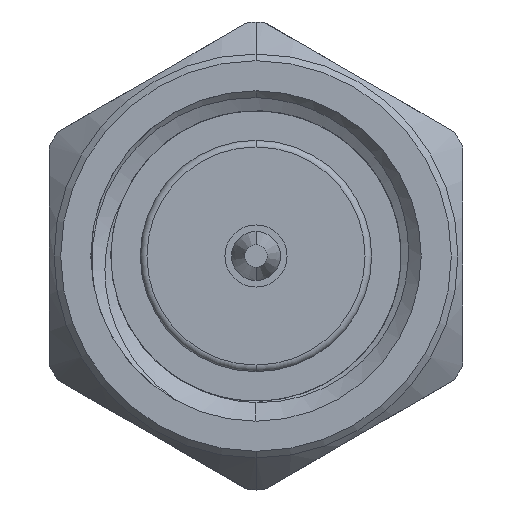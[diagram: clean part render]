
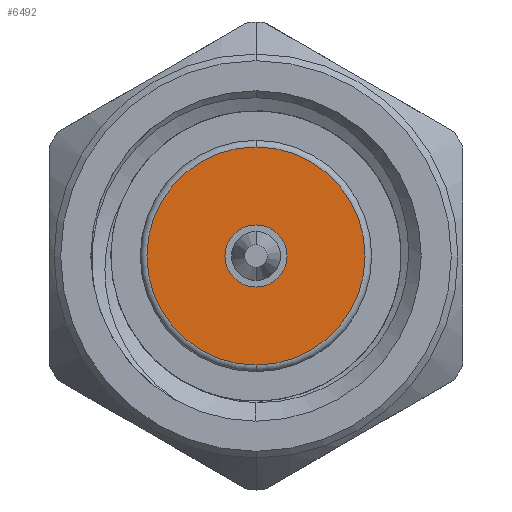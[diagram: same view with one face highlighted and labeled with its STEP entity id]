
A CAD part, left-side view. The second image highlights one B-rep face of the part: STEP entity #6492.
In plain terms, the highlighted planar face has unit normal (-1, 0, 0).
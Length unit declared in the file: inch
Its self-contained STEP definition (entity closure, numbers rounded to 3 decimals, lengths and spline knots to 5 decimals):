
#158 = DIRECTION ( 'NONE',  ( 0., 0., -1. ) ) ;
#204 = DIRECTION ( 'NONE',  ( 1., 0., 0. ) ) ;
#258 = CARTESIAN_POINT ( 'NONE',  ( 0.2063, 0., 0. ) ) ;
#725 = EDGE_LOOP ( 'NONE', ( #1590, #6439 ) ) ;
#802 = DIRECTION ( 'NONE',  ( -1., 0., 0. ) ) ;
#845 = CARTESIAN_POINT ( 'NONE',  ( 0.2063, 0., 0. ) ) ;
#959 = CIRCLE ( 'NONE', #2379, 0.0235 ) ;
#1078 = EDGE_CURVE ( 'NONE', #3322, #2560, #4032, .T. ) ;
#1265 = PLANE ( 'NONE',  #4864 ) ;
#1274 = DIRECTION ( 'NONE',  ( 0., 0., -1. ) ) ;
#1590 = ORIENTED_EDGE ( 'NONE', *, *, #6318, .T. ) ;
#1597 = DIRECTION ( 'NONE',  ( 0., 0., -1. ) ) ;
#1769 = DIRECTION ( 'NONE',  ( -1., 0., 0. ) ) ;
#2317 = AXIS2_PLACEMENT_3D ( 'NONE', #258, #1769, #1274 ) ;
#2379 = AXIS2_PLACEMENT_3D ( 'NONE', #6415, #5822, #158 ) ;
#2560 = VERTEX_POINT ( 'NONE', #3750 ) ;
#2580 = CARTESIAN_POINT ( 'NONE',  ( 0.2063, 0., 0. ) ) ;
#2749 = ORIENTED_EDGE ( 'NONE', *, *, #4176, .F. ) ;
#2982 = DIRECTION ( 'NONE',  ( 0., 0., -1. ) ) ;
#3299 = CARTESIAN_POINT ( 'NONE',  ( 0.2063, 0., -0.0825 ) ) ;
#3322 = VERTEX_POINT ( 'NONE', #5415 ) ;
#3410 = CARTESIAN_POINT ( 'NONE',  ( 0.2063, 0., 0. ) ) ;
#3750 = CARTESIAN_POINT ( 'NONE',  ( 0.2063, 0., 0.0235 ) ) ;
#3883 = VERTEX_POINT ( 'NONE', #3299 ) ;
#4032 = CIRCLE ( 'NONE', #2317, 0.0235 ) ;
#4047 = AXIS2_PLACEMENT_3D ( 'NONE', #845, #802, #2982 ) ;
#4153 = DIRECTION ( 'NONE',  ( -1., 0., 0. ) ) ;
#4176 = EDGE_CURVE ( 'NONE', #2560, #3322, #959, .T. ) ;
#4350 = AXIS2_PLACEMENT_3D ( 'NONE', #2580, #4153, #1597 ) ;
#4369 = FACE_BOUND ( 'NONE', #5757, .T. ) ;
#4772 = CIRCLE ( 'NONE', #4350, 0.0825 ) ;
#4849 = DIRECTION ( 'NONE',  ( 0., 0., -1. ) ) ;
#4856 = VERTEX_POINT ( 'NONE', #6532 ) ;
#4864 = AXIS2_PLACEMENT_3D ( 'NONE', #3410, #204, #4849 ) ;
#5345 = CIRCLE ( 'NONE', #4047, 0.0825 ) ;
#5415 = CARTESIAN_POINT ( 'NONE',  ( 0.2063, 0., -0.0235 ) ) ;
#5566 = ORIENTED_EDGE ( 'NONE', *, *, #1078, .F. ) ;
#5654 = EDGE_CURVE ( 'NONE', #4856, #3883, #5345, .T. ) ;
#5726 = FACE_OUTER_BOUND ( 'NONE', #725, .T. ) ;
#5757 = EDGE_LOOP ( 'NONE', ( #5566, #2749 ) ) ;
#5822 = DIRECTION ( 'NONE',  ( -1., 0., 0. ) ) ;
#6318 = EDGE_CURVE ( 'NONE', #3883, #4856, #4772, .T. ) ;
#6415 = CARTESIAN_POINT ( 'NONE',  ( 0.2063, 0., 0. ) ) ;
#6439 = ORIENTED_EDGE ( 'NONE', *, *, #5654, .T. ) ;
#6492 = ADVANCED_FACE ( 'NONE', ( #5726, #4369 ), #1265, .F. ) ;
#6532 = CARTESIAN_POINT ( 'NONE',  ( 0.2063, 0., 0.0825 ) ) ;
